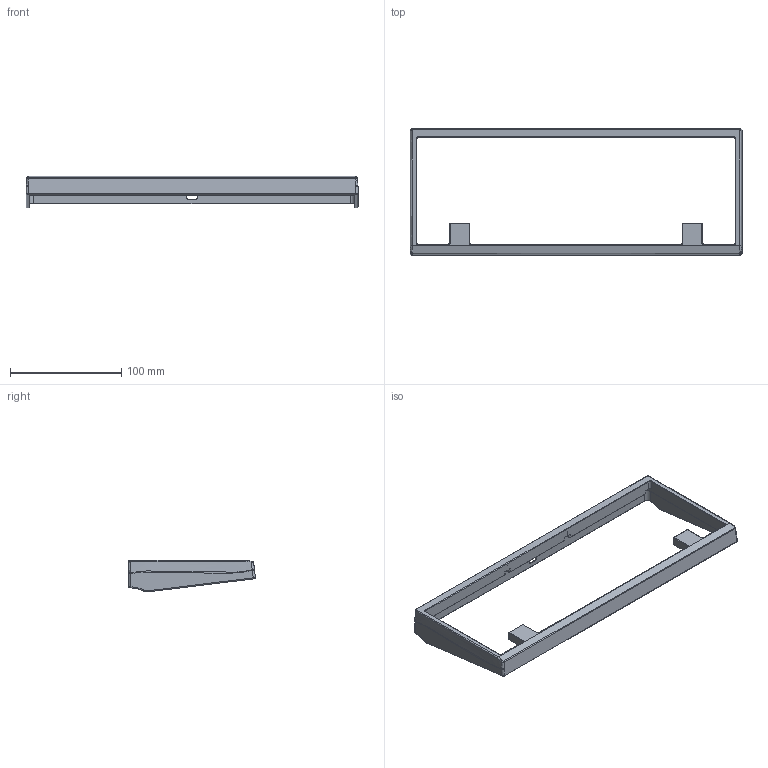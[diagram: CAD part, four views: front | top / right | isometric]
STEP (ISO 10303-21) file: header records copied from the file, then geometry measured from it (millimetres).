
FILE_DESCRIPTION(/* description */ (''),/* implementation_level */ '2;1');
FILE_NAME(/* name */ 'Open60 Top Case.step',/* time_stamp */ '2022-10-24T10:14:43+03:00',/* author */ (''),/* organization */ (''),/* preprocessor_version */ 'ST-DEVELOPER v19.2',/* originating_system */ 'Autodesk Translation Framework v11.17.0.187',/* authorisation */ '');
FILE_SCHEMA (('AUTOMOTIVE_DESIGN { 1 0 10303 214 3 1 1 }'));
Length unit declared in the file: millimetre
Products named in the file (1): Top
Bounding box: 298.7 x 114.14 x 28.79 mm (x, y, z)
Volume: 94267.6 mm3; surface area: 48133 mm2
Topology: 1 solids, 1 shells, 362 faces, 926 edges, 570 vertices
Faces by surface type: bspline 102, cylinder 99, plane 95, cone 36, torus 30
Full cylindrical faces by diameter (mm): 1.623 x8, 2.529 x8
Entity records: 11761 total; most frequent: CARTESIAN_POINT 3669, ORIENTED_EDGE 1820, DIRECTION 1548, EDGE_CURVE 910, VERTEX_POINT 570, AXIS2_PLACEMENT_3D 549, LINE 450, VECTOR 450
